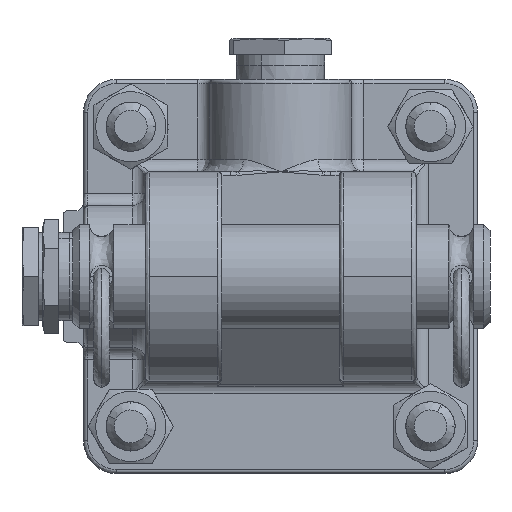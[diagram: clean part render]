
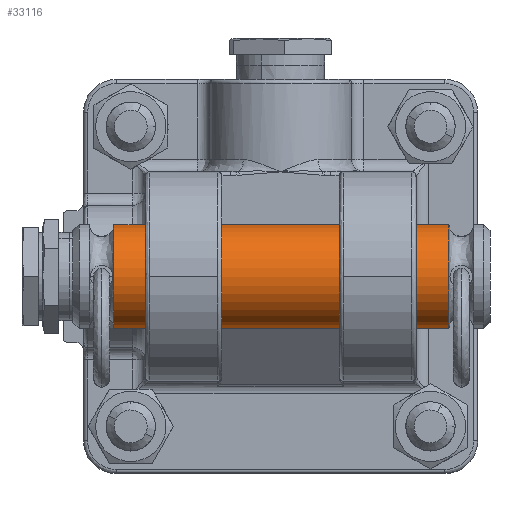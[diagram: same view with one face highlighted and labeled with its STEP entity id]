
A CAD part, left-side view. The second image highlights one B-rep face of the part: STEP entity #33116.
In plain terms, the highlighted cylindrical face has radius 12.65 mm (diameter 25.3 mm), a partial arc.
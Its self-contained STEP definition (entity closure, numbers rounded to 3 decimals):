
#18 = EDGE_CURVE ( 'NONE', #13420, #35920, #8212, .T. ) ;
#661 = ORIENTED_EDGE ( 'NONE', *, *, #18, .T. ) ;
#890 = ORIENTED_EDGE ( 'NONE', *, *, #36448, .T. ) ;
#1212 = DIRECTION ( 'NONE',  ( 1., 0., 0. ) ) ;
#1406 = AXIS2_PLACEMENT_3D ( 'NONE', #16788, #17958, #41314 ) ;
#2799 = VECTOR ( 'NONE', #39439, 1000. ) ;
#2833 = DIRECTION ( 'NONE',  ( 1., 0., 0. ) ) ;
#2980 = CYLINDRICAL_SURFACE ( 'NONE', #35367, 12.65 ) ;
#3828 = ORIENTED_EDGE ( 'NONE', *, *, #28967, .T. ) ;
#5398 = DIRECTION ( 'NONE',  ( 1., 0., 0. ) ) ;
#6240 = CIRCLE ( 'NONE', #1406, 12.65 ) ;
#6694 = CARTESIAN_POINT ( 'NONE',  ( 10., 0., -12.65 ) ) ;
#6905 = CARTESIAN_POINT ( 'NONE',  ( 91.6, 0., 12.65 ) ) ;
#7911 = CIRCLE ( 'NONE', #18285, 12.65 ) ;
#8212 = CIRCLE ( 'NONE', #22589, 12.65 ) ;
#8801 = EDGE_LOOP ( 'NONE', ( #26608, #890, #661, #35250, #20068, #3828 ) ) ;
#9453 = LINE ( 'NONE', #6694, #2799 ) ;
#10656 = FACE_OUTER_BOUND ( 'NONE', #8801, .T. ) ;
#11455 = CARTESIAN_POINT ( 'NONE',  ( 91.6, 0., 0. ) ) ;
#12254 = VERTEX_POINT ( 'NONE', #6905 ) ;
#13420 = VERTEX_POINT ( 'NONE', #40924 ) ;
#14448 = CARTESIAN_POINT ( 'NONE',  ( 10., 0., 0. ) ) ;
#14594 = DIRECTION ( 'NONE',  ( 1., 0., 0. ) ) ;
#14859 = DIRECTION ( 'NONE',  ( 0., 0., -1. ) ) ;
#15038 = DIRECTION ( 'NONE',  ( 0., 0., -1. ) ) ;
#15111 = CARTESIAN_POINT ( 'NONE',  ( 10., 0., 12.65 ) ) ;
#16417 = EDGE_CURVE ( 'NONE', #35920, #26415, #9453, .T. ) ;
#16788 = CARTESIAN_POINT ( 'NONE',  ( 91.6, 0., 0. ) ) ;
#16995 = CARTESIAN_POINT ( 'NONE',  ( 91.6, 0., -12.65 ) ) ;
#17592 = DIRECTION ( 'NONE',  ( 0., 0., -1. ) ) ;
#17958 = DIRECTION ( 'NONE',  ( -1., 0., 0. ) ) ;
#18285 = AXIS2_PLACEMENT_3D ( 'NONE', #11455, #31517, #15038 ) ;
#20068 = ORIENTED_EDGE ( 'NONE', *, *, #24423, .T. ) ;
#21757 = CARTESIAN_POINT ( 'NONE',  ( 10., 0., 0. ) ) ;
#22432 = AXIS2_PLACEMENT_3D ( 'NONE', #37418, #1212, #17592 ) ;
#22589 = AXIS2_PLACEMENT_3D ( 'NONE', #21757, #5398, #14859 ) ;
#24423 = EDGE_CURVE ( 'NONE', #26415, #25018, #7911, .T. ) ;
#24487 = CARTESIAN_POINT ( 'NONE',  ( 91.6, -12.65, 0. ) ) ;
#25018 = VERTEX_POINT ( 'NONE', #24487 ) ;
#26415 = VERTEX_POINT ( 'NONE', #16995 ) ;
#26608 = ORIENTED_EDGE ( 'NONE', *, *, #39915, .F. ) ;
#28967 = EDGE_CURVE ( 'NONE', #25018, #12254, #6240, .T. ) ;
#29179 = CARTESIAN_POINT ( 'NONE',  ( 10., 0., 12.65 ) ) ;
#31517 = DIRECTION ( 'NONE',  ( -1., 0., 0. ) ) ;
#33116 = ADVANCED_FACE ( 'NONE', ( #10656 ), #2980, .T. ) ;
#34744 = CARTESIAN_POINT ( 'NONE',  ( 10., 0., -12.65 ) ) ;
#35250 = ORIENTED_EDGE ( 'NONE', *, *, #16417, .T. ) ;
#35367 = AXIS2_PLACEMENT_3D ( 'NONE', #14448, #14594, #40883 ) ;
#35481 = VERTEX_POINT ( 'NONE', #15111 ) ;
#35920 = VERTEX_POINT ( 'NONE', #34744 ) ;
#36448 = EDGE_CURVE ( 'NONE', #35481, #13420, #42813, .T. ) ;
#37418 = CARTESIAN_POINT ( 'NONE',  ( 10., 0., 0. ) ) ;
#39439 = DIRECTION ( 'NONE',  ( 1., 0., 0. ) ) ;
#39638 = VECTOR ( 'NONE', #2833, 1000. ) ;
#39915 = EDGE_CURVE ( 'NONE', #35481, #12254, #42738, .T. ) ;
#40883 = DIRECTION ( 'NONE',  ( 0., 0., -1. ) ) ;
#40924 = CARTESIAN_POINT ( 'NONE',  ( 10., -12.65, 0. ) ) ;
#41314 = DIRECTION ( 'NONE',  ( 0., 0., -1. ) ) ;
#42738 = LINE ( 'NONE', #29179, #39638 ) ;
#42813 = CIRCLE ( 'NONE', #22432, 12.65 ) ;
